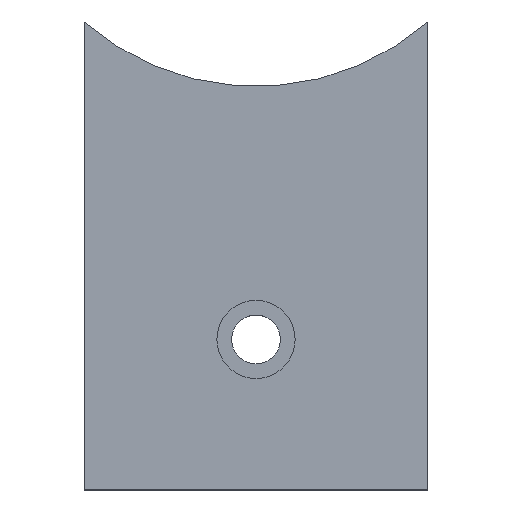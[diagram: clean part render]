
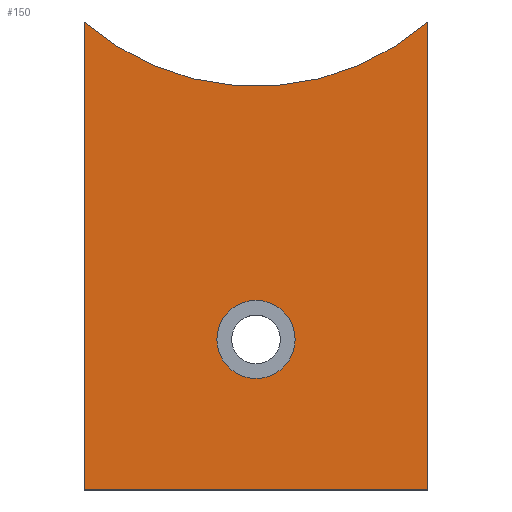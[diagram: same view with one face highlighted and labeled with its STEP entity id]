
A CAD part, top view. The second image highlights one B-rep face of the part: STEP entity #150.
In plain terms, the highlighted planar face has unit normal (0, 0, 1).
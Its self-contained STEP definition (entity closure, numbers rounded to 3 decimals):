
#19 = DIRECTION ( 'NONE',  ( 0., 0., 1. ) ) ;
#21 = DIRECTION ( 'NONE',  ( 0., 0., -1. ) ) ;
#37 = AXIS2_PLACEMENT_3D ( 'NONE', #563, #19, #79 ) ;
#53 = ORIENTED_EDGE ( 'NONE', *, *, #191, .T. ) ;
#67 = PLANE ( 'NONE',  #454 ) ;
#72 = CARTESIAN_POINT ( 'NONE',  ( 29.083, 66.561, 8. ) ) ;
#76 = VERTEX_POINT ( 'NONE', #72 ) ;
#79 = DIRECTION ( 'NONE',  ( 1., 0., 0. ) ) ;
#80 = CARTESIAN_POINT ( 'NONE',  ( 0.583, 99.138, 8. ) ) ;
#86 = DIRECTION ( 'NONE',  ( 0., 1., 0. ) ) ;
#91 = VERTEX_POINT ( 'NONE', #245 ) ;
#92 = EDGE_CURVE ( 'NONE', #76, #223, #342, .T. ) ;
#104 = VECTOR ( 'NONE', #583, 1000. ) ;
#114 = DIRECTION ( 'NONE',  ( 0., -1., 0. ) ) ;
#121 = CARTESIAN_POINT ( 'NONE',  ( 0.583, 99.138, 8. ) ) ;
#128 = LINE ( 'NONE', #172, #551 ) ;
#145 = AXIS2_PLACEMENT_3D ( 'NONE', #121, #21, #521 ) ;
#150 = ADVANCED_FACE ( 'NONE', ( #329, #357 ), #67, .T. ) ;
#158 = DIRECTION ( 'NONE',  ( 1., 0., 0. ) ) ;
#163 = VERTEX_POINT ( 'NONE', #247 ) ;
#166 = CARTESIAN_POINT ( 'NONE',  ( -5.917, 13.854, 8. ) ) ;
#172 = CARTESIAN_POINT ( 'NONE',  ( -27.917, 66.561, 8. ) ) ;
#174 = ORIENTED_EDGE ( 'NONE', *, *, #536, .T. ) ;
#189 = LINE ( 'NONE', #311, #104 ) ;
#191 = EDGE_CURVE ( 'NONE', #163, #91, #189, .T. ) ;
#203 = DIRECTION ( 'NONE',  ( 0., 0., 1. ) ) ;
#206 = CARTESIAN_POINT ( 'NONE',  ( -27.917, 66.561, 8. ) ) ;
#219 = CARTESIAN_POINT ( 'NONE',  ( 7.083, 13.854, 8. ) ) ;
#220 = CARTESIAN_POINT ( 'NONE',  ( 29.083, 66.561, 8. ) ) ;
#223 = VERTEX_POINT ( 'NONE', #206 ) ;
#244 = CIRCLE ( 'NONE', #494, 6.5 ) ;
#245 = CARTESIAN_POINT ( 'NONE',  ( 29.083, -11.146, 8. ) ) ;
#247 = CARTESIAN_POINT ( 'NONE',  ( -27.917, -11.146, 8. ) ) ;
#266 = EDGE_CURVE ( 'NONE', #591, #352, #244, .T. ) ;
#296 = DIRECTION ( 'NONE',  ( 0., 0., 1. ) ) ;
#311 = CARTESIAN_POINT ( 'NONE',  ( -27.917, -11.146, 8. ) ) ;
#312 = EDGE_LOOP ( 'NONE', ( #174, #53, #501, #449 ) ) ;
#329 = FACE_BOUND ( 'NONE', #533, .T. ) ;
#342 = CIRCLE ( 'NONE', #145, 43.284 ) ;
#352 = VERTEX_POINT ( 'NONE', #166 ) ;
#357 = FACE_OUTER_BOUND ( 'NONE', #312, .T. ) ;
#361 = VECTOR ( 'NONE', #86, 1000. ) ;
#369 = LINE ( 'NONE', #220, #361 ) ;
#434 = CIRCLE ( 'NONE', #37, 6.5 ) ;
#436 = DIRECTION ( 'NONE',  ( 1., 0., 0. ) ) ;
#449 = ORIENTED_EDGE ( 'NONE', *, *, #92, .T. ) ;
#454 = AXIS2_PLACEMENT_3D ( 'NONE', #80, #296, #436 ) ;
#460 = EDGE_CURVE ( 'NONE', #91, #76, #369, .T. ) ;
#494 = AXIS2_PLACEMENT_3D ( 'NONE', #565, #203, #158 ) ;
#501 = ORIENTED_EDGE ( 'NONE', *, *, #460, .T. ) ;
#521 = DIRECTION ( 'NONE',  ( 1., 0., 0. ) ) ;
#533 = EDGE_LOOP ( 'NONE', ( #592, #560 ) ) ;
#536 = EDGE_CURVE ( 'NONE', #223, #163, #128, .T. ) ;
#551 = VECTOR ( 'NONE', #114, 1000. ) ;
#560 = ORIENTED_EDGE ( 'NONE', *, *, #566, .F. ) ;
#563 = CARTESIAN_POINT ( 'NONE',  ( 0.583, 13.854, 8. ) ) ;
#565 = CARTESIAN_POINT ( 'NONE',  ( 0.583, 13.854, 8. ) ) ;
#566 = EDGE_CURVE ( 'NONE', #352, #591, #434, .T. ) ;
#583 = DIRECTION ( 'NONE',  ( 1., 0., 0. ) ) ;
#591 = VERTEX_POINT ( 'NONE', #219 ) ;
#592 = ORIENTED_EDGE ( 'NONE', *, *, #266, .F. ) ;
